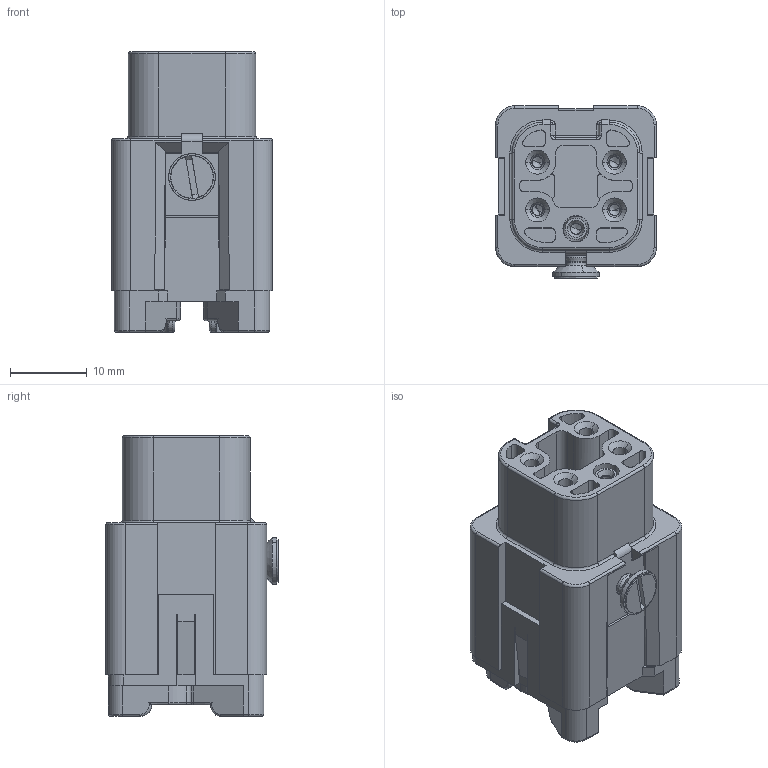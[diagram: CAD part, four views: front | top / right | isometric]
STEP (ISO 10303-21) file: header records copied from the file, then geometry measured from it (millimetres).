
FILE_DESCRIPTION(('CATIA V5 STEP Exchange','CAx-IF Rec.Pracs.--- Model Styling and Organization---1.4--- 2014-01-23'),'2;1');
FILE_NAME ('13435181_3', '2019-10-21T12:55:45+00:00', ('none'), ('Weidmueller'), 'CATIA Version 5-6 Release 2016 SP3 HF44', 'CATIA V5 STEP AP214', 'none');
FILE_SCHEMA(('AUTOMOTIVE_DESIGN { 1 0 10303 214 1 1 1 1 }'));
Length unit declared in the file: millimetre
Products named in the file (1): 1498400000
Bounding box: 20.9 x 22.4 x 36.5 mm (x, y, z)
Volume: 9633.3 mm3; surface area: 9490.2 mm2
Topology: 1 solids, 19 shells, 1228 faces, 3371 edges, 2156 vertices
Faces by surface type: plane 675, cylinder 377, torus 85, cone 81, bspline 6, sphere 4
Entity records: 37201 total; most frequent: CARTESIAN_POINT 8067, ORIENTED_EDGE 6708, DIRECTION 4846, EDGE_CURVE 3354, VERTEX_POINT 2156, VECTOR 2127, LINE 2127, AXIS2_PLACEMENT_3D 1895
